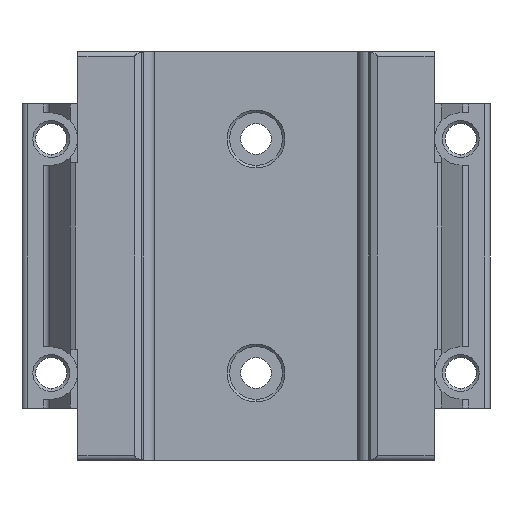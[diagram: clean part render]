
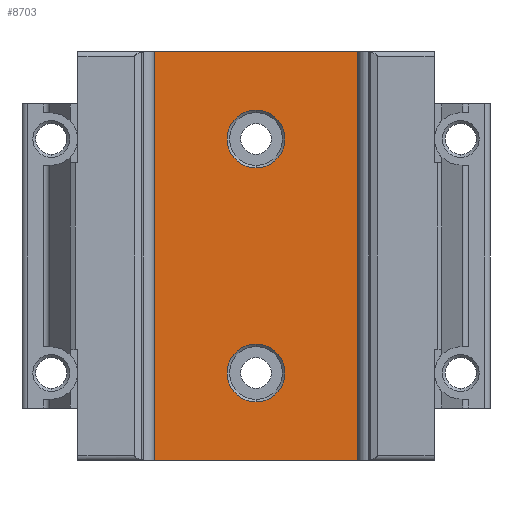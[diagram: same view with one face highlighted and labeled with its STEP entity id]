
A CAD part, front view. The second image highlights one B-rep face of the part: STEP entity #8703.
In plain terms, the highlighted planar face has unit normal (0, -1, 0).
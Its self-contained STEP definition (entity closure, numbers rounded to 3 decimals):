
#246 = EDGE_CURVE ( 'NONE', #10772, #10785, #12136, .T. ) ;
#372 = EDGE_CURVE ( 'NONE', #10447, #10475, #12312, .T. ) ;
#386 = EDGE_CURVE ( 'NONE', #10468, #10481, #12300, .T. ) ;
#1056 = CARTESIAN_POINT ( 'NONE',  ( 0., 7.5, 10.95 ) ) ;
#1075 = CARTESIAN_POINT ( 'NONE',  ( 0., 7.5, 41.05 ) ) ;
#1079 = CARTESIAN_POINT ( 'NONE',  ( 0., 7.5, 1.05 ) ) ;
#1096 = CARTESIAN_POINT ( 'NONE',  ( 0., 7.5, 50.95 ) ) ;
#1189 = CARTESIAN_POINT ( 'NONE',  ( -19.075, 7.5, -8.95 ) ) ;
#1191 = CARTESIAN_POINT ( 'NONE',  ( 19.075, 7.5, -8.95 ) ) ;
#1378 = CARTESIAN_POINT ( 'NONE',  ( -19.075, 7.5, 60.95 ) ) ;
#1418 = CARTESIAN_POINT ( 'NONE',  ( 19.075, 7.5, 60.95 ) ) ;
#2822 = DIRECTION ( 'NONE',  ( -1., 0., 0. ) ) ;
#2828 = CARTESIAN_POINT ( 'NONE',  ( -19.075, 7.5, 60.95 ) ) ;
#3913 = EDGE_LOOP ( 'NONE', ( #4342, #4295, #4261, #4307 ) ) ;
#3938 = EDGE_LOOP ( 'NONE', ( #4339, #4340 ) ) ;
#3952 = EDGE_LOOP ( 'NONE', ( #4316, #4263 ) ) ;
#4261 = ORIENTED_EDGE ( 'NONE', *, *, #246, .T. ) ;
#4263 = ORIENTED_EDGE ( 'NONE', *, *, #386, .F. ) ;
#4295 = ORIENTED_EDGE ( 'NONE', *, *, #16134, .T. ) ;
#4307 = ORIENTED_EDGE ( 'NONE', *, *, #16153, .F. ) ;
#4316 = ORIENTED_EDGE ( 'NONE', *, *, #16197, .F. ) ;
#4339 = ORIENTED_EDGE ( 'NONE', *, *, #16215, .F. ) ;
#4340 = ORIENTED_EDGE ( 'NONE', *, *, #372, .F. ) ;
#4342 = ORIENTED_EDGE ( 'NONE', *, *, #15995, .T. ) ;
#7989 = CIRCLE ( 'NONE', #18268, 4.95 ) ;
#8626 = CIRCLE ( 'NONE', #18272, 4.95 ) ;
#8703 = ADVANCED_FACE ( 'NONE', ( #22548, #22549, #22547 ), #22566, .F. ) ;
#9142 = AXIS2_PLACEMENT_3D ( 'NONE', #22570, #22572, #22571 ) ;
#9684 = VECTOR ( 'NONE', #20249, 1000. ) ;
#9710 = LINE ( 'NONE', #20365, #9684 ) ;
#9900 = VECTOR ( 'NONE', #19238, 1000. ) ;
#9904 = LINE ( 'NONE', #19235, #9900 ) ;
#9937 = LINE ( 'NONE', #19319, #9958 ) ;
#9958 = VECTOR ( 'NONE', #19304, 1000. ) ;
#10447 = VERTEX_POINT ( 'NONE', #1056 ) ;
#10468 = VERTEX_POINT ( 'NONE', #1096 ) ;
#10475 = VERTEX_POINT ( 'NONE', #1079 ) ;
#10481 = VERTEX_POINT ( 'NONE', #1075 ) ;
#10619 = VERTEX_POINT ( 'NONE', #1189 ) ;
#10628 = VERTEX_POINT ( 'NONE', #1191 ) ;
#10772 = VERTEX_POINT ( 'NONE', #1418 ) ;
#10785 = VERTEX_POINT ( 'NONE', #1378 ) ;
#10971 = DIRECTION ( 'NONE',  ( 0., 0., -1. ) ) ;
#11028 = CARTESIAN_POINT ( 'NONE',  ( 0., 7.5, 6. ) ) ;
#11030 = DIRECTION ( 'NONE',  ( 0., -1., 0. ) ) ;
#11118 = DIRECTION ( 'NONE',  ( 0., -1., 0. ) ) ;
#11167 = CARTESIAN_POINT ( 'NONE',  ( 0., 7.5, 46. ) ) ;
#11202 = DIRECTION ( 'NONE',  ( 0., 0., -1. ) ) ;
#12098 = VECTOR ( 'NONE', #2822, 1000. ) ;
#12136 = LINE ( 'NONE', #2828, #12098 ) ;
#12300 = CIRCLE ( 'NONE', #15882, 4.95 ) ;
#12312 = CIRCLE ( 'NONE', #15878, 4.95 ) ;
#15878 = AXIS2_PLACEMENT_3D ( 'NONE', #11028, #11030, #10971 ) ;
#15882 = AXIS2_PLACEMENT_3D ( 'NONE', #11167, #11118, #11202 ) ;
#15995 = EDGE_CURVE ( 'NONE', #10619, #10628, #9710, .T. ) ;
#16134 = EDGE_CURVE ( 'NONE', #10628, #10772, #9904, .T. ) ;
#16153 = EDGE_CURVE ( 'NONE', #10619, #10785, #9937, .T. ) ;
#16197 = EDGE_CURVE ( 'NONE', #10481, #10468, #8626, .T. ) ;
#16215 = EDGE_CURVE ( 'NONE', #10475, #10447, #7989, .T. ) ;
#18268 = AXIS2_PLACEMENT_3D ( 'NONE', #19539, #19570, #19691 ) ;
#18272 = AXIS2_PLACEMENT_3D ( 'NONE', #19433, #19441, #19425 ) ;
#19235 = CARTESIAN_POINT ( 'NONE',  ( 19.075, 7.5, -9. ) ) ;
#19238 = DIRECTION ( 'NONE',  ( 0., 0., 1. ) ) ;
#19304 = DIRECTION ( 'NONE',  ( 0., 0., 1. ) ) ;
#19319 = CARTESIAN_POINT ( 'NONE',  ( -19.075, 7.5, -9. ) ) ;
#19425 = DIRECTION ( 'NONE',  ( 0., 0., -1. ) ) ;
#19433 = CARTESIAN_POINT ( 'NONE',  ( 0., 7.5, 46. ) ) ;
#19441 = DIRECTION ( 'NONE',  ( 0., -1., 0. ) ) ;
#19539 = CARTESIAN_POINT ( 'NONE',  ( 0., 7.5, 6. ) ) ;
#19570 = DIRECTION ( 'NONE',  ( 0., -1., 0. ) ) ;
#19691 = DIRECTION ( 'NONE',  ( 0., 0., -1. ) ) ;
#20249 = DIRECTION ( 'NONE',  ( 1., 0., 0. ) ) ;
#20365 = CARTESIAN_POINT ( 'NONE',  ( -30.5, 7.5, -8.95 ) ) ;
#22547 = FACE_OUTER_BOUND ( 'NONE', #3913, .T. ) ;
#22548 = FACE_BOUND ( 'NONE', #3952, .T. ) ;
#22549 = FACE_BOUND ( 'NONE', #3938, .T. ) ;
#22566 = PLANE ( 'NONE',  #9142 ) ;
#22570 = CARTESIAN_POINT ( 'NONE',  ( -19.075, 7.5, -9. ) ) ;
#22571 = DIRECTION ( 'NONE',  ( 0., 0., 1. ) ) ;
#22572 = DIRECTION ( 'NONE',  ( 0., 1., 0. ) ) ;
